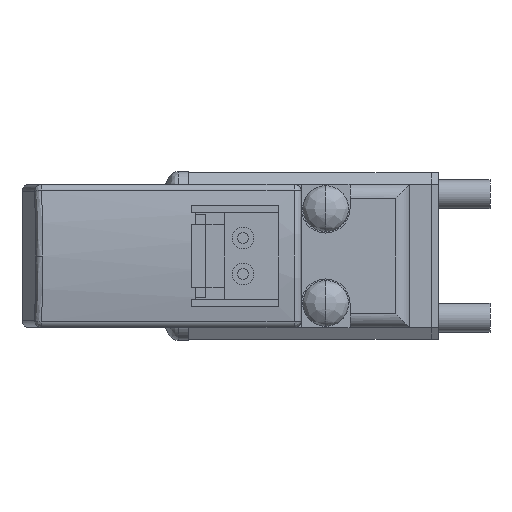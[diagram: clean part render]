
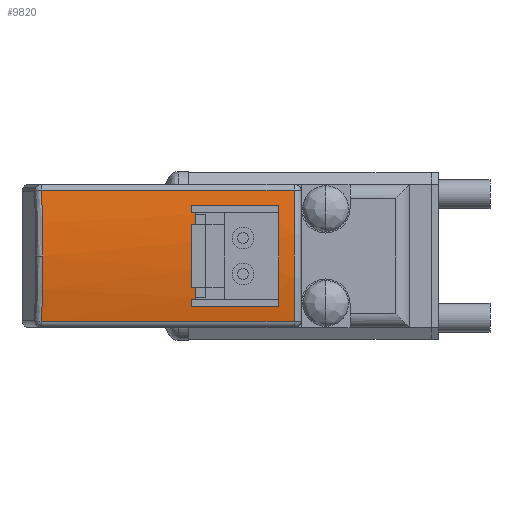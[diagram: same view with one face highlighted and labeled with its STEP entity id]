
A CAD part, left-side view. The second image highlights one B-rep face of the part: STEP entity #9820.
In plain terms, the highlighted cylindrical face has radius 25 mm (diameter 50 mm), a partial arc.
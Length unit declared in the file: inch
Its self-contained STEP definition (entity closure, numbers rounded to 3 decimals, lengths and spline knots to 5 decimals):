
#318 = CARTESIAN_POINT ( 'NONE',  ( -1.73129, 1.06816, 0.18078 ) ) ;
#608 = CARTESIAN_POINT ( 'NONE',  ( -0.76378, 0.56693, 0. ) ) ;
#760 = DIRECTION ( 'NONE',  ( 0., -1., 0. ) ) ;
#1023 = DIRECTION ( 'NONE',  ( 0., 0., 1. ) ) ;
#1066 = CARTESIAN_POINT ( 'NONE',  ( -1.73129, 1.06816, -0.18078 ) ) ;
#1187 = CARTESIAN_POINT ( 'NONE',  ( -1.74803, 1.06527, 0.06061 ) ) ;
#1249 = ORIENTED_EDGE ( 'NONE', *, *, #9706, .T. ) ;
#1521 = ORIENTED_EDGE ( 'NONE', *, *, #5629, .T. ) ;
#1673 = ORIENTED_EDGE ( 'NONE', *, *, #18072, .T. ) ;
#1789 = DIRECTION ( 'NONE',  ( 0., 0., 1. ) ) ;
#1811 = LINE ( 'NONE', #10282, #13482 ) ;
#1874 = VERTEX_POINT ( 'NONE', #4955 ) ;
#2126 = AXIS2_PLACEMENT_3D ( 'NONE', #12243, #760, #5757 ) ;
#2207 = ORIENTED_EDGE ( 'NONE', *, *, #12255, .F. ) ;
#2247 = CIRCLE ( 'NONE', #21265, 0.98425 ) ;
#2296 = CARTESIAN_POINT ( 'NONE',  ( -1.74139, 0.44094, -0.11417 ) ) ;
#2364 = AXIS2_PLACEMENT_3D ( 'NONE', #608, #7251, #12534 ) ;
#2387 = CARTESIAN_POINT ( 'NONE',  ( -1.74139, 0.56693, 0.11417 ) ) ;
#2832 = EDGE_CURVE ( 'NONE', #15250, #15141, #14223, .T. ) ;
#2974 = DIRECTION ( 'NONE',  ( 0., -1., 0. ) ) ;
#3186 = VERTEX_POINT ( 'NONE', #12632 ) ;
#3205 = B_SPLINE_CURVE_WITH_KNOTS ( 'NONE', 3,
 ( #1066, #21093, #14312, #16160 ),
 .UNSPECIFIED., .F., .F.,
 ( 4, 4 ),
 ( 0., 1. ),
 .UNSPECIFIED. ) ;
#3783 = EDGE_CURVE ( 'NONE', #15303, #14065, #1811, .T. ) ;
#4010 = AXIS2_PLACEMENT_3D ( 'NONE', #16534, #14817, #1789 ) ;
#4154 = VERTEX_POINT ( 'NONE', #14339 ) ;
#4241 = B_SPLINE_CURVE_WITH_KNOTS ( 'NONE', 3,
 ( #16062, #1187, #7823, #4573 ),
 .UNSPECIFIED., .F., .F.,
 ( 4, 4 ),
 ( 0., 1. ),
 .UNSPECIFIED. ) ;
#4573 = CARTESIAN_POINT ( 'NONE',  ( -1.73129, 1.06816, 0.18078 ) ) ;
#4835 = CIRCLE ( 'NONE', #2364, 0.98425 ) ;
#4845 = CARTESIAN_POINT ( 'NONE',  ( -1.74803, 1.06527, 0. ) ) ;
#4878 = DIRECTION ( 'NONE',  ( 0., -1., 0. ) ) ;
#4955 = CARTESIAN_POINT ( 'NONE',  ( -1.74139, 0.64567, 0.11417 ) ) ;
#5280 = CARTESIAN_POINT ( 'NONE',  ( -0.76378, 0.64567, 0. ) ) ;
#5300 = EDGE_LOOP ( 'NONE', ( #1249, #1673, #18229, #10022 ) ) ;
#5470 = CARTESIAN_POINT ( 'NONE',  ( -1.74139, 0.64567, -0.11417 ) ) ;
#5629 = EDGE_CURVE ( 'NONE', #1874, #3186, #18889, .T. ) ;
#5735 = LINE ( 'NONE', #12336, #18770 ) ;
#5757 = DIRECTION ( 'NONE',  ( 0., 0., 1. ) ) ;
#6171 = CYLINDRICAL_SURFACE ( 'NONE', #17700, 0.98425 ) ;
#6196 = CARTESIAN_POINT ( 'NONE',  ( -1.74139, 1.57718, -0.11417 ) ) ;
#6202 = ORIENTED_EDGE ( 'NONE', *, *, #13315, .T. ) ;
#6414 = EDGE_CURVE ( 'NONE', #19924, #15303, #4835, .T. ) ;
#6449 = CARTESIAN_POINT ( 'NONE',  ( -1.74139, 0.56693, -0.11417 ) ) ;
#6780 = DIRECTION ( 'NONE',  ( 0., 1., 0. ) ) ;
#7133 = EDGE_CURVE ( 'NONE', #15141, #1874, #19190, .T. ) ;
#7251 = DIRECTION ( 'NONE',  ( 0., 1., 0. ) ) ;
#7588 = FACE_BOUND ( 'NONE', #11104, .T. ) ;
#7792 = FACE_BOUND ( 'NONE', #5300, .T. ) ;
#7823 = CARTESIAN_POINT ( 'NONE',  ( -1.74242, 1.06624, 0.12121 ) ) ;
#7993 = VERTEX_POINT ( 'NONE', #20471 ) ;
#9062 = CARTESIAN_POINT ( 'NONE',  ( -1.73129, 0.37598, 0.18078 ) ) ;
#9538 = FACE_OUTER_BOUND ( 'NONE', #12091, .T. ) ;
#9690 = DIRECTION ( 'NONE',  ( 0., -1., 0. ) ) ;
#9706 = EDGE_CURVE ( 'NONE', #14065, #19402, #13928, .T. ) ;
#9820 = ADVANCED_FACE ( 'NONE', ( #9538, #7792, #7588 ), #6171, .T. ) ;
#9924 = CARTESIAN_POINT ( 'NONE',  ( -1.74139, 0.44094, 0.11417 ) ) ;
#10022 = ORIENTED_EDGE ( 'NONE', *, *, #3783, .T. ) ;
#10082 = CARTESIAN_POINT ( 'NONE',  ( -0.76378, 1.57718, 0. ) ) ;
#10282 = CARTESIAN_POINT ( 'NONE',  ( -1.74139, 1.57718, 0.11417 ) ) ;
#11087 = DIRECTION ( 'NONE',  ( 0., 1., 0. ) ) ;
#11104 = EDGE_LOOP ( 'NONE', ( #6202, #17010, #14571, #1521 ) ) ;
#11465 = CARTESIAN_POINT ( 'NONE',  ( -1.73129, 1.57718, 0.18078 ) ) ;
#11767 = DIRECTION ( 'NONE',  ( 0., 0., 1. ) ) ;
#12091 = EDGE_LOOP ( 'NONE', ( #14654, #13239, #13784, #20202, #2207 ) ) ;
#12115 = DIRECTION ( 'NONE',  ( 0., 1., 0. ) ) ;
#12210 = VERTEX_POINT ( 'NONE', #318 ) ;
#12243 = CARTESIAN_POINT ( 'NONE',  ( -0.76378, 0.44094, 0. ) ) ;
#12255 = EDGE_CURVE ( 'NONE', #12210, #14257, #18383, .T. ) ;
#12336 = CARTESIAN_POINT ( 'NONE',  ( -1.73129, 1.57718, -0.18078 ) ) ;
#12534 = DIRECTION ( 'NONE',  ( 0., 0., 1. ) ) ;
#12632 = CARTESIAN_POINT ( 'NONE',  ( -1.74139, 0.61811, 0.11417 ) ) ;
#12639 = CARTESIAN_POINT ( 'NONE',  ( -0.76378, 0.37598, 0. ) ) ;
#13239 = ORIENTED_EDGE ( 'NONE', *, *, #21401, .F. ) ;
#13249 = EDGE_CURVE ( 'NONE', #14257, #4154, #2247, .T. ) ;
#13315 = EDGE_CURVE ( 'NONE', #3186, #15250, #13359, .T. ) ;
#13359 = CIRCLE ( 'NONE', #4010, 0.98425 ) ;
#13482 = VECTOR ( 'NONE', #18275, 39.37008 ) ;
#13784 = ORIENTED_EDGE ( 'NONE', *, *, #16919, .F. ) ;
#13908 = CARTESIAN_POINT ( 'NONE',  ( -1.74139, 0.61811, -0.11417 ) ) ;
#13928 = CIRCLE ( 'NONE', #2126, 0.98425 ) ;
#14065 = VERTEX_POINT ( 'NONE', #9924 ) ;
#14223 = LINE ( 'NONE', #14439, #16507 ) ;
#14257 = VERTEX_POINT ( 'NONE', #9062 ) ;
#14312 = CARTESIAN_POINT ( 'NONE',  ( -1.74803, 1.06527, -0.06061 ) ) ;
#14339 = CARTESIAN_POINT ( 'NONE',  ( -1.73129, 0.37598, -0.18078 ) ) ;
#14439 = CARTESIAN_POINT ( 'NONE',  ( -1.74139, 1.57718, -0.11417 ) ) ;
#14571 = ORIENTED_EDGE ( 'NONE', *, *, #7133, .T. ) ;
#14654 = ORIENTED_EDGE ( 'NONE', *, *, #15419, .F. ) ;
#14817 = DIRECTION ( 'NONE',  ( 0., -1., 0. ) ) ;
#15053 = DIRECTION ( 'NONE',  ( 0., -1., 0. ) ) ;
#15141 = VERTEX_POINT ( 'NONE', #5470 ) ;
#15250 = VERTEX_POINT ( 'NONE', #13908 ) ;
#15303 = VERTEX_POINT ( 'NONE', #2387 ) ;
#15419 = EDGE_CURVE ( 'NONE', #19263, #12210, #4241, .T. ) ;
#15706 = VECTOR ( 'NONE', #11087, 39.37008 ) ;
#16062 = CARTESIAN_POINT ( 'NONE',  ( -1.74803, 1.06527, 0. ) ) ;
#16068 = LINE ( 'NONE', #6196, #15706 ) ;
#16160 = CARTESIAN_POINT ( 'NONE',  ( -1.74803, 1.06527, 0. ) ) ;
#16507 = VECTOR ( 'NONE', #20563, 39.37008 ) ;
#16534 = CARTESIAN_POINT ( 'NONE',  ( -0.76378, 0.61811, 0. ) ) ;
#16919 = EDGE_CURVE ( 'NONE', #4154, #7993, #5735, .T. ) ;
#17010 = ORIENTED_EDGE ( 'NONE', *, *, #2832, .T. ) ;
#17275 = VECTOR ( 'NONE', #9690, 39.37008 ) ;
#17483 = VECTOR ( 'NONE', #4878, 39.37008 ) ;
#17700 = AXIS2_PLACEMENT_3D ( 'NONE', #10082, #15053, #18167 ) ;
#17783 = CARTESIAN_POINT ( 'NONE',  ( -1.74139, 1.57718, 0.11417 ) ) ;
#18072 = EDGE_CURVE ( 'NONE', #19402, #19924, #16068, .T. ) ;
#18167 = DIRECTION ( 'NONE',  ( 0., 0., 1. ) ) ;
#18229 = ORIENTED_EDGE ( 'NONE', *, *, #6414, .T. ) ;
#18275 = DIRECTION ( 'NONE',  ( 0., -1., 0. ) ) ;
#18383 = LINE ( 'NONE', #11465, #17483 ) ;
#18770 = VECTOR ( 'NONE', #12115, 39.37008 ) ;
#18889 = LINE ( 'NONE', #17783, #17275 ) ;
#19190 = CIRCLE ( 'NONE', #20585, 0.98425 ) ;
#19263 = VERTEX_POINT ( 'NONE', #4845 ) ;
#19402 = VERTEX_POINT ( 'NONE', #2296 ) ;
#19924 = VERTEX_POINT ( 'NONE', #6449 ) ;
#20202 = ORIENTED_EDGE ( 'NONE', *, *, #13249, .F. ) ;
#20471 = CARTESIAN_POINT ( 'NONE',  ( -1.73129, 1.06816, -0.18078 ) ) ;
#20563 = DIRECTION ( 'NONE',  ( 0., 1., 0. ) ) ;
#20585 = AXIS2_PLACEMENT_3D ( 'NONE', #5280, #6780, #11767 ) ;
#21093 = CARTESIAN_POINT ( 'NONE',  ( -1.74242, 1.06624, -0.12121 ) ) ;
#21265 = AXIS2_PLACEMENT_3D ( 'NONE', #12639, #2974, #1023 ) ;
#21401 = EDGE_CURVE ( 'NONE', #7993, #19263, #3205, .T. ) ;
